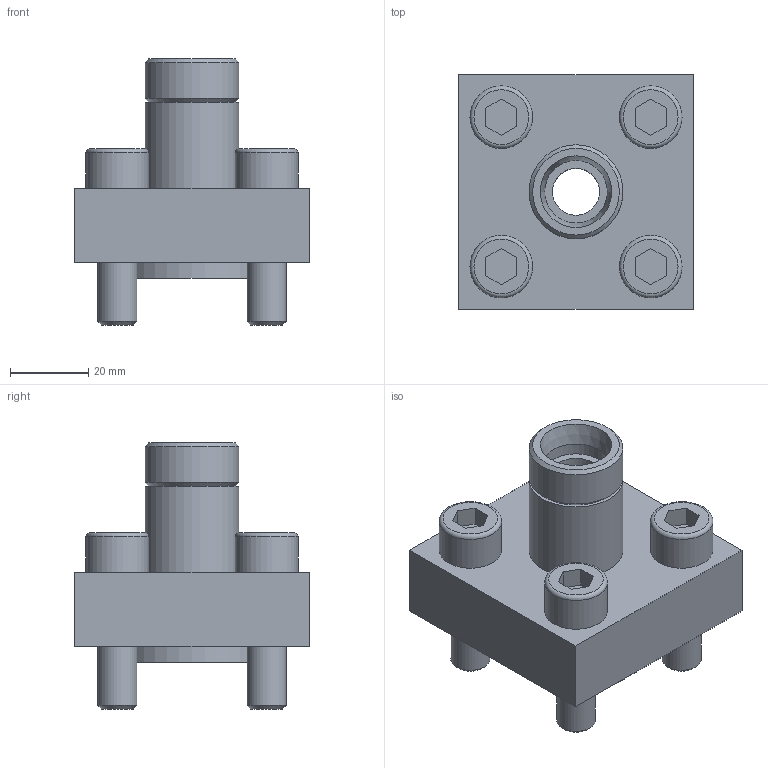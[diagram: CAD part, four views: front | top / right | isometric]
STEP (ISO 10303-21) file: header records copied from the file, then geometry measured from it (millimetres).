
FILE_DESCRIPTION(/* description */ ('STEP AP203'),/* implementation_level */ '2;1');
FILE_NAME(/* name */ 'Flange FAM 16-S16-03',/* time_stamp */ '2025-04-01T06:09:16+02:00',/* author */ ('License CC BY-ND 4.0'),/* organization */ ('CADENAS'),/* preprocessor_version */ 'ST-DEVELOPER v19.3',/* originating_system */ 'PARTsolutions',/* authorisation */ ' ');
FILE_SCHEMA (('CONFIG_CONTROL_DESIGN'));
Length unit declared in the file: millimetre
Products named in the file (1): Flansch FAM 16-S16-03
Bounding box: 60 x 60 x 68 mm (x, y, z)
Volume: 92171.5 mm3; surface area: 21993.7 mm2
Topology: 1 solids, 3 shells, 81 faces, 173 edges, 113 vertices
Faces by surface type: plane 49, cylinder 17, cone 8, torus 7
Full cylindrical faces by diameter (mm): 10 x4, 12 x1, 16 x5, 22.4 x2, 24 x2, 27.64 x2, 38 x1
Entity records: 2537 total; most frequent: DIRECTION 344, CARTESIAN_POINT 318, ORIENTED_EDGE 264, EDGE_LOOP 134, FACE_BOUND 134, EDGE_CURVE 132, AXIS2_PLACEMENT_3D 130, VERTEX_POINT 104
